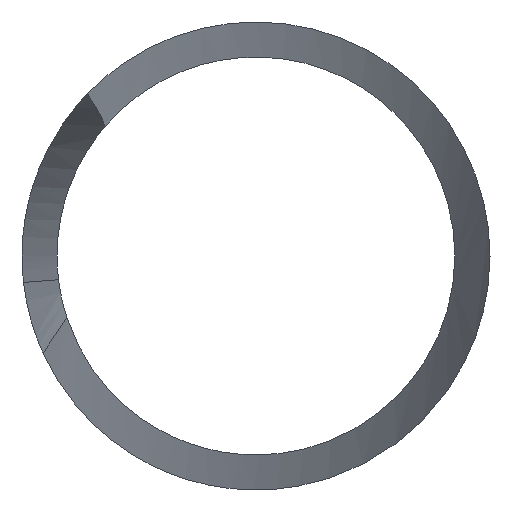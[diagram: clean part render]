
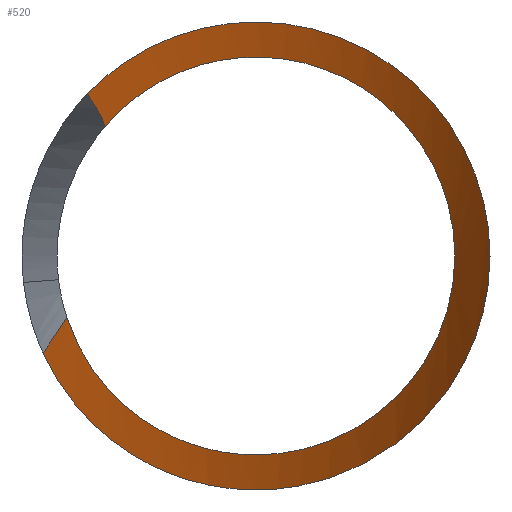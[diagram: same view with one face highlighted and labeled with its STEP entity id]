
A CAD part, front view. The second image highlights one B-rep face of the part: STEP entity #520.
In plain terms, the highlighted cylindrical face has radius 15 mm (diameter 30 mm), a partial arc.
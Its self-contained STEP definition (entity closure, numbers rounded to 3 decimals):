
#278=CARTESIAN_POINT('Vertex',(-645.698,-138.527,-57.)) ;
#282=CARTESIAN_POINT('Control Point',(-645.698,-138.527,-57.)) ;
#283=CARTESIAN_POINT('Control Point',(-645.698,-138.194,-58.031)) ;
#284=CARTESIAN_POINT('Control Point',(-645.831,-137.735,-59.021)) ;
#285=CARTESIAN_POINT('Control Point',(-646.074,-137.174,-59.931)) ;
#286=CARTESIAN_POINT('Control Point',(-646.916,-135.57,-62.125)) ;
#287=CARTESIAN_POINT('Control Point',(-648.26,-133.747,-63.881)) ;
#288=CARTESIAN_POINT('Control Point',(-649.245,-132.638,-64.825)) ;
#289=CARTESIAN_POINT('Control Point',(-650.837,-131.211,-65.911)) ;
#290=CARTESIAN_POINT('Control Point',(-652.806,-130.115,-66.595)) ;
#291=CARTESIAN_POINT('Control Point',(-653.334,-129.862,-66.74)) ;
#292=CARTESIAN_POINT('Control Point',(-654.48,-129.408,-66.97)) ;
#293=CARTESIAN_POINT('Control Point',(-655.703,-129.134,-67.031)) ;
#294=CARTESIAN_POINT('Control Point',(-656.351,-129.05,-67.011)) ;
#295=CARTESIAN_POINT('Control Point',(-657.465,-129.016,-66.882)) ;
#296=CARTESIAN_POINT('Control Point',(-658.539,-129.162,-66.605)) ;
#297=CARTESIAN_POINT('Control Point',(-658.977,-129.254,-66.464)) ;
#298=CARTESIAN_POINT('Control Point',(-660.423,-129.663,-65.905)) ;
#299=CARTESIAN_POINT('Control Point',(-661.668,-130.353,-65.12)) ;
#300=CARTESIAN_POINT('Control Point',(-662.426,-130.931,-64.49)) ;
#301=CARTESIAN_POINT('Control Point',(-663.408,-131.873,-63.467)) ;
#302=CARTESIAN_POINT('Control Point',(-664.173,-132.88,-62.338)) ;
#303=CARTESIAN_POINT('Control Point',(-664.403,-133.219,-61.952)) ;
#304=CARTESIAN_POINT('Control Point',(-664.611,-133.559,-61.556)) ;
#305=CARTESIAN_POINT('Control Point',(-664.797,-133.9,-61.149)) ;
#306=CARTESIAN_POINT('Vertex',(-664.797,-133.9,-61.149)) ;
#341=CARTESIAN_POINT('Control Point',(-645.698,-138.527,-57.)) ;
#342=CARTESIAN_POINT('Control Point',(-645.698,-138.865,-55.954)) ;
#343=CARTESIAN_POINT('Control Point',(-645.835,-139.073,-54.866)) ;
#344=CARTESIAN_POINT('Control Point',(-646.133,-139.129,-53.783)) ;
#345=CARTESIAN_POINT('Control Point',(-647.135,-139.041,-51.466)) ;
#346=CARTESIAN_POINT('Control Point',(-648.789,-138.672,-49.571)) ;
#347=CARTESIAN_POINT('Control Point',(-649.886,-138.461,-48.683)) ;
#348=CARTESIAN_POINT('Control Point',(-652.022,-138.167,-47.502)) ;
#349=CARTESIAN_POINT('Control Point',(-654.408,-138.053,-47.005)) ;
#350=CARTESIAN_POINT('Control Point',(-655.435,-138.045,-46.925)) ;
#351=CARTESIAN_POINT('Control Point',(-657.729,-138.109,-47.042)) ;
#352=CARTESIAN_POINT('Control Point',(-659.9,-138.31,-47.794)) ;
#353=CARTESIAN_POINT('Control Point',(-661.022,-138.444,-48.394)) ;
#354=CARTESIAN_POINT('Control Point',(-662.035,-138.56,-49.162)) ;
#355=CARTESIAN_POINT('Control Point',(-662.907,-138.602,-50.069)) ;
#356=CARTESIAN_POINT('Vertex',(-662.907,-138.602,-50.069)) ;
#396=CARTESIAN_POINT('Vertex',(-662.139,-137.462,-51.453)) ;
#408=CARTESIAN_POINT('Vertex',(-647.198,-137.108,-57.)) ;
#412=CARTESIAN_POINT('Control Point',(-647.198,-137.108,-57.)) ;
#413=CARTESIAN_POINT('Control Point',(-647.198,-137.299,-56.456)) ;
#414=CARTESIAN_POINT('Control Point',(-647.242,-137.459,-55.901)) ;
#415=CARTESIAN_POINT('Control Point',(-647.332,-137.583,-55.342)) ;
#416=CARTESIAN_POINT('Control Point',(-647.73,-137.842,-53.755)) ;
#417=CARTESIAN_POINT('Control Point',(-648.51,-137.859,-52.272)) ;
#418=CARTESIAN_POINT('Control Point',(-649.167,-137.799,-51.403)) ;
#419=CARTESIAN_POINT('Control Point',(-650.616,-137.645,-50.006)) ;
#420=CARTESIAN_POINT('Control Point',(-652.399,-137.491,-49.085)) ;
#421=CARTESIAN_POINT('Control Point',(-653.279,-137.435,-48.773)) ;
#422=CARTESIAN_POINT('Control Point',(-655.004,-137.373,-48.416)) ;
#423=CARTESIAN_POINT('Control Point',(-656.761,-137.386,-48.506)) ;
#424=CARTESIAN_POINT('Control Point',(-657.58,-137.408,-48.649)) ;
#425=CARTESIAN_POINT('Control Point',(-659.102,-137.467,-49.111)) ;
#426=CARTESIAN_POINT('Control Point',(-660.476,-137.514,-49.908)) ;
#427=CARTESIAN_POINT('Control Point',(-661.089,-137.526,-50.362)) ;
#428=CARTESIAN_POINT('Control Point',(-661.647,-137.512,-50.881)) ;
#429=CARTESIAN_POINT('Control Point',(-662.139,-137.462,-51.453)) ;
#458=CARTESIAN_POINT('Vertex',(-663.779,-134.08,-59.636)) ;
#462=CARTESIAN_POINT('Control Point',(-647.198,-137.108,-57.)) ;
#463=CARTESIAN_POINT('Control Point',(-647.198,-136.747,-58.024)) ;
#464=CARTESIAN_POINT('Control Point',(-647.353,-136.275,-59.009)) ;
#465=CARTESIAN_POINT('Control Point',(-647.635,-135.714,-59.912)) ;
#466=CARTESIAN_POINT('Control Point',(-648.374,-134.537,-61.527)) ;
#467=CARTESIAN_POINT('Control Point',(-649.461,-133.285,-62.863)) ;
#468=CARTESIAN_POINT('Control Point',(-650.066,-132.678,-63.45)) ;
#469=CARTESIAN_POINT('Control Point',(-651.148,-131.755,-64.268)) ;
#470=CARTESIAN_POINT('Control Point',(-652.437,-130.96,-64.876)) ;
#471=CARTESIAN_POINT('Control Point',(-652.938,-130.691,-65.067)) ;
#472=CARTESIAN_POINT('Control Point',(-653.892,-130.261,-65.345)) ;
#473=CARTESIAN_POINT('Control Point',(-654.921,-129.959,-65.484)) ;
#474=CARTESIAN_POINT('Control Point',(-655.394,-129.854,-65.515)) ;
#475=CARTESIAN_POINT('Control Point',(-656.938,-129.628,-65.505)) ;
#476=CARTESIAN_POINT('Control Point',(-658.481,-129.778,-65.143)) ;
#477=CARTESIAN_POINT('Control Point',(-659.459,-130.076,-64.723)) ;
#478=CARTESIAN_POINT('Control Point',(-661.237,-130.932,-63.638)) ;
#479=CARTESIAN_POINT('Control Point',(-662.52,-132.117,-62.21)) ;
#480=CARTESIAN_POINT('Control Point',(-663.059,-132.77,-61.408)) ;
#481=CARTESIAN_POINT('Control Point',(-663.482,-133.435,-60.549)) ;
#482=CARTESIAN_POINT('Control Point',(-663.779,-134.08,-59.636)) ;
#495=CARTESIAN_POINT('Axis2P3D Location',(-652.374,-163.415,-27.472)) ;
#501=CARTESIAN_POINT('Control Point',(-662.907,-138.602,-50.069)) ;
#502=CARTESIAN_POINT('Control Point',(-662.6,-138.201,-50.482)) ;
#503=CARTESIAN_POINT('Control Point',(-662.337,-137.821,-50.947)) ;
#504=CARTESIAN_POINT('Control Point',(-662.139,-137.462,-51.453)) ;
#507=CARTESIAN_POINT('Control Point',(-663.779,-134.08,-59.636)) ;
#508=CARTESIAN_POINT('Control Point',(-664.098,-133.99,-60.15)) ;
#509=CARTESIAN_POINT('Control Point',(-664.44,-133.929,-60.654)) ;
#510=CARTESIAN_POINT('Control Point',(-664.797,-133.9,-61.149)) ;
#496=DIRECTION('Axis2P3D Direction',(-0.111,0.411,-0.905)) ;
#497=DIRECTION('Axis2P3D XDirection',(-0.965,-0.261,0.)) ;
#498=AXIS2_PLACEMENT_3D('Cylinder Axis2P3D',#495,#496,#497) ;
#513=ORIENTED_EDGE('',*,*,#505,.T.) ;
#514=ORIENTED_EDGE('',*,*,#430,.F.) ;
#515=ORIENTED_EDGE('',*,*,#483,.T.) ;
#516=ORIENTED_EDGE('',*,*,#511,.T.) ;
#517=ORIENTED_EDGE('',*,*,#308,.F.) ;
#518=ORIENTED_EDGE('',*,*,#358,.T.) ;
#520=ADVANCED_FACE('PartBody',(#519),#499,.F.) ;
#281=B_SPLINE_CURVE_WITH_KNOTS('',5,(#282,#283,#284,#285,#286,#287,#288,#289,#290,#291,#292,#293,#294,#295,#296,#297,#298,#299,#300,#301,#302,#303,#304,#305),.UNSPECIFIED.,.F.,.U.,(6,3,3,3,3,3,3,6),(0.,7.661,20.031,24.274,28.852,32.153,40.157,44.129),.UNSPECIFIED.) ;
#340=B_SPLINE_CURVE_WITH_KNOTS('',5,(#341,#342,#343,#344,#345,#346,#347,#348,#349,#350,#351,#352,#353,#354,#355),.UNSPECIFIED.,.F.,.U.,(6,3,3,3,6),(0.,7.773,17.676,24.883,33.784),.UNSPECIFIED.) ;
#411=B_SPLINE_CURVE_WITH_KNOTS('',5,(#412,#413,#414,#415,#416,#417,#418,#419,#420,#421,#422,#423,#424,#425,#426,#427,#428,#429),.UNSPECIFIED.,.F.,.U.,(6,3,3,3,3,6),(0.,4.076,11.655,18.182,24.004,29.352),.UNSPECIFIED.) ;
#461=B_SPLINE_CURVE_WITH_KNOTS('',5,(#462,#463,#464,#465,#466,#467,#468,#469,#470,#471,#472,#473,#474,#475,#476,#477,#478,#479,#480,#481,#482),.UNSPECIFIED.,.F.,.U.,(6,3,3,3,3,3,6),(0.,7.678,14.977,19.19,22.596,30.165,38.348),.UNSPECIFIED.) ;
#500=B_SPLINE_CURVE_WITH_KNOTS('',3,(#501,#502,#503,#504),.UNSPECIFIED.,.F.,.U.,(4,4),(4.79,7.554),.UNSPECIFIED.) ;
#506=B_SPLINE_CURVE_WITH_KNOTS('',3,(#507,#508,#509,#510),.UNSPECIFIED.,.F.,.U.,(4,4),(2.844,5.438),.UNSPECIFIED.) ;
#499=CYLINDRICAL_SURFACE('generated cylinder',#498,15.) ;
#308=EDGE_CURVE('',#279,#307,#281,.T.) ;
#358=EDGE_CURVE('',#279,#357,#340,.T.) ;
#430=EDGE_CURVE('',#409,#397,#411,.T.) ;
#483=EDGE_CURVE('',#409,#459,#461,.T.) ;
#505=EDGE_CURVE('',#357,#397,#500,.T.) ;
#511=EDGE_CURVE('',#459,#307,#506,.T.) ;
#512=EDGE_LOOP('',(#513,#514,#515,#516,#517,#518)) ;
#519=FACE_OUTER_BOUND('',#512,.T.) ;
#279=VERTEX_POINT('',#278) ;
#307=VERTEX_POINT('',#306) ;
#357=VERTEX_POINT('',#356) ;
#397=VERTEX_POINT('',#396) ;
#409=VERTEX_POINT('',#408) ;
#459=VERTEX_POINT('',#458) ;
